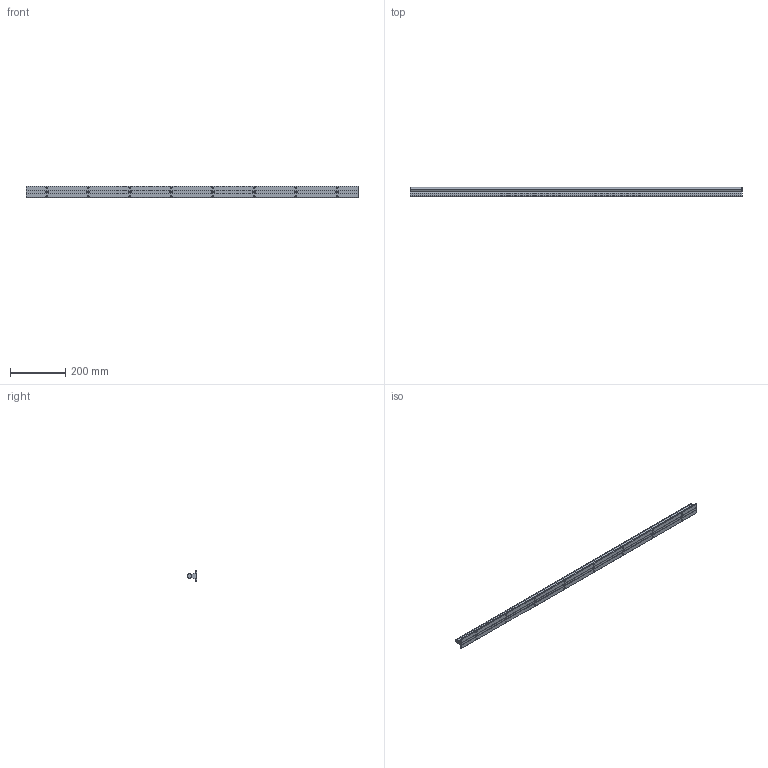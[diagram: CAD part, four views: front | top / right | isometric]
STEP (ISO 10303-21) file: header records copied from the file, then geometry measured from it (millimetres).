
FILE_DESCRIPTION (( 'STEP AP214' ), '1' );
FILE_NAME ('SBR16 1200L N=75.STEP', '2018-01-02T14:47:54', ( '砐錪賧瘔蠈錪 Windows' ), ( '' ), 'SwSTEP 2.0', 'SolidWorks 2016', '' );
FILE_SCHEMA (( 'AUTOMOTIVE_DESIGN' ));
Length unit declared in the file: millimetre
Products named in the file (1): SBR16 1200L N=75
Bounding box: 1200 x 33 x 40 mm (x, y, z)
Volume: 709943.5 mm3; surface area: 201010.6 mm2
Topology: 10 solids, 10 shells, 462 faces, 1202 edges, 744 vertices
Faces by surface type: cylinder 225, plane 169, cone 36, torus 32
Entity records: 17235 total; most frequent: CARTESIAN_POINT 3657, ORIENTED_EDGE 2372, DIRECTION 2262, EDGE_CURVE 1186, AXIS2_PLACEMENT_3D 853, VERTEX_POINT 744, VECTOR 556, LINE 556
